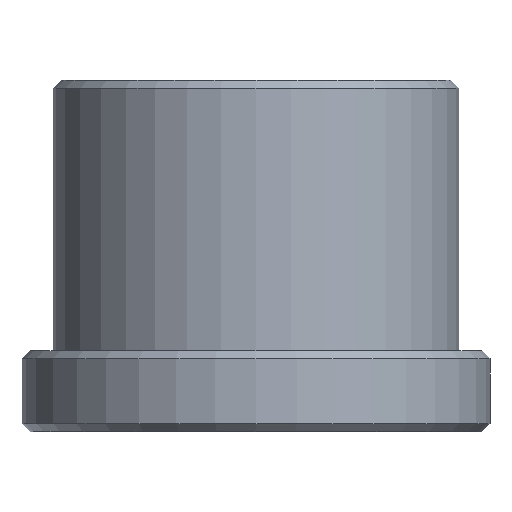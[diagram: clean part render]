
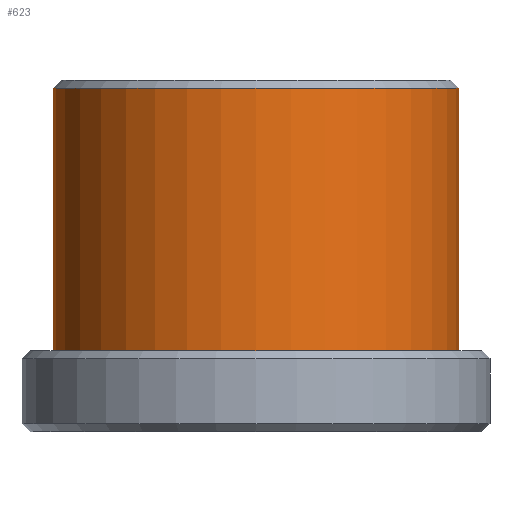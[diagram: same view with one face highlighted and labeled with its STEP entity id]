
A CAD part, front view. The second image highlights one B-rep face of the part: STEP entity #623.
In plain terms, the highlighted cylindrical face has radius 7.5 mm (diameter 15 mm), a partial arc.
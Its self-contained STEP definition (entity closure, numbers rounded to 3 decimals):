
#20 = VECTOR ( 'NONE', #1303, 1000. ) ;
#35 = CYLINDRICAL_SURFACE ( 'NONE', #1097, 7.5 ) ;
#46 = DIRECTION ( 'NONE',  ( 0., 0., -1. ) ) ;
#55 = DIRECTION ( 'NONE',  ( 1., 0., 0. ) ) ;
#94 = LINE ( 'NONE', #654, #20 ) ;
#165 = VERTEX_POINT ( 'NONE', #792 ) ;
#170 = CARTESIAN_POINT ( 'NONE',  ( -7.5, 0., 12.7 ) ) ;
#174 = CARTESIAN_POINT ( 'NONE',  ( 7.5, 0., 3. ) ) ;
#362 = ORIENTED_EDGE ( 'NONE', *, *, #1139, .T. ) ;
#374 = FACE_OUTER_BOUND ( 'NONE', #778, .T. ) ;
#408 = CARTESIAN_POINT ( 'NONE',  ( -7.5, 0., 13. ) ) ;
#497 = DIRECTION ( 'NONE',  ( 0., 0., -1. ) ) ;
#522 = CARTESIAN_POINT ( 'NONE',  ( -7.5, 0., 3. ) ) ;
#540 = CIRCLE ( 'NONE', #948, 7.5 ) ;
#580 = LINE ( 'NONE', #408, #833 ) ;
#582 = ORIENTED_EDGE ( 'NONE', *, *, #691, .T. ) ;
#623 = ADVANCED_FACE ( 'NONE', ( #374 ), #35, .T. ) ;
#640 = ORIENTED_EDGE ( 'NONE', *, *, #1033, .F. ) ;
#654 = CARTESIAN_POINT ( 'NONE',  ( 7.5, 0., 13. ) ) ;
#691 = EDGE_CURVE ( 'NONE', #165, #1234, #540, .T. ) ;
#740 = DIRECTION ( 'NONE',  ( 0., 0., -1. ) ) ;
#778 = EDGE_LOOP ( 'NONE', ( #1427, #582, #362, #640 ) ) ;
#792 = CARTESIAN_POINT ( 'NONE',  ( 7.5, 0., 12.7 ) ) ;
#806 = VERTEX_POINT ( 'NONE', #522 ) ;
#813 = AXIS2_PLACEMENT_3D ( 'NONE', #1154, #497, #1265 ) ;
#833 = VECTOR ( 'NONE', #1295, 1000. ) ;
#948 = AXIS2_PLACEMENT_3D ( 'NONE', #1389, #740, #55 ) ;
#1015 = CIRCLE ( 'NONE', #813, 7.5 ) ;
#1033 = EDGE_CURVE ( 'NONE', #1260, #806, #1015, .T. ) ;
#1097 = AXIS2_PLACEMENT_3D ( 'NONE', #1373, #46, #1252 ) ;
#1139 = EDGE_CURVE ( 'NONE', #1234, #806, #580, .T. ) ;
#1154 = CARTESIAN_POINT ( 'NONE',  ( 0., 0., 3. ) ) ;
#1234 = VERTEX_POINT ( 'NONE', #170 ) ;
#1252 = DIRECTION ( 'NONE',  ( -1., 0., 0. ) ) ;
#1260 = VERTEX_POINT ( 'NONE', #174 ) ;
#1265 = DIRECTION ( 'NONE',  ( -1., 0., 0. ) ) ;
#1295 = DIRECTION ( 'NONE',  ( 0., 0., -1. ) ) ;
#1303 = DIRECTION ( 'NONE',  ( 0., 0., -1. ) ) ;
#1346 = EDGE_CURVE ( 'NONE', #165, #1260, #94, .T. ) ;
#1373 = CARTESIAN_POINT ( 'NONE',  ( 0., 0., 13. ) ) ;
#1389 = CARTESIAN_POINT ( 'NONE',  ( 0., 0., 12.7 ) ) ;
#1427 = ORIENTED_EDGE ( 'NONE', *, *, #1346, .F. ) ;
